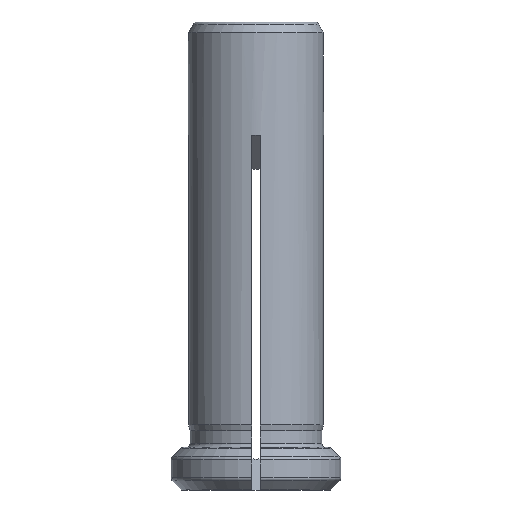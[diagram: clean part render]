
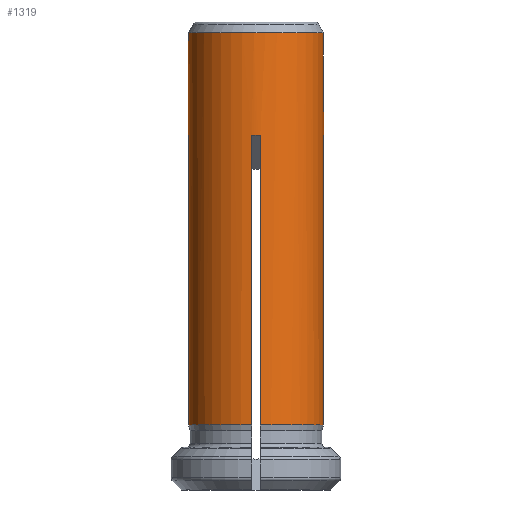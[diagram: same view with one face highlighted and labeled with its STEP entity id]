
A CAD part, front view. The second image highlights one B-rep face of the part: STEP entity #1319.
In plain terms, the highlighted cylindrical face has radius 6.35 mm (diameter 12.7 mm), a full revolution.
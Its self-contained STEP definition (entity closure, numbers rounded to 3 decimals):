
#28=ELLIPSE('',#1460,8.98,6.35);
#29=ELLIPSE('',#1461,8.98,6.35);
#30=ELLIPSE('',#1462,8.98,6.35);
#31=ELLIPSE('',#1463,8.98,6.35);
#98=LINE('',#2377,#166);
#99=LINE('',#2381,#167);
#100=LINE('',#2382,#168);
#101=LINE('',#2386,#169);
#102=LINE('',#2387,#170);
#103=LINE('',#2391,#171);
#104=LINE('',#2392,#172);
#105=LINE('',#2396,#173);
#166=VECTOR('',#1763,1000.);
#167=VECTOR('',#1766,1000.);
#168=VECTOR('',#1767,1000.);
#169=VECTOR('',#1770,1000.);
#170=VECTOR('',#1771,1000.);
#171=VECTOR('',#1774,1000.);
#172=VECTOR('',#1775,1000.);
#173=VECTOR('',#1778,1000.);
#200=CYLINDRICAL_SURFACE('',#1459,6.35);
#510=ORIENTED_EDGE('',*,*,#862,.F.);
#511=ORIENTED_EDGE('',*,*,#863,.F.);
#512=ORIENTED_EDGE('',*,*,#864,.T.);
#513=ORIENTED_EDGE('',*,*,#689,.F.);
#514=ORIENTED_EDGE('',*,*,#865,.F.);
#515=ORIENTED_EDGE('',*,*,#866,.F.);
#516=ORIENTED_EDGE('',*,*,#867,.T.);
#517=ORIENTED_EDGE('',*,*,#792,.F.);
#518=ORIENTED_EDGE('',*,*,#868,.F.);
#519=ORIENTED_EDGE('',*,*,#869,.F.);
#520=ORIENTED_EDGE('',*,*,#870,.T.);
#521=ORIENTED_EDGE('',*,*,#758,.F.);
#522=ORIENTED_EDGE('',*,*,#871,.F.);
#523=ORIENTED_EDGE('',*,*,#872,.F.);
#524=ORIENTED_EDGE('',*,*,#873,.T.);
#525=ORIENTED_EDGE('',*,*,#724,.F.);
#526=ORIENTED_EDGE('',*,*,#796,.F.);
#689=EDGE_CURVE('',#890,#891,#1027,.F.);
#724=EDGE_CURVE('',#914,#916,#1039,.F.);
#758=EDGE_CURVE('',#938,#940,#1051,.F.);
#792=EDGE_CURVE('',#962,#964,#1063,.F.);
#796=EDGE_CURVE('',#967,#967,#1066,.F.);
#862=EDGE_CURVE('',#1019,#914,#98,.F.);
#863=EDGE_CURVE('',#1020,#1019,#28,.F.);
#864=EDGE_CURVE('',#1020,#891,#99,.F.);
#865=EDGE_CURVE('',#1021,#890,#100,.F.);
#866=EDGE_CURVE('',#1022,#1021,#29,.F.);
#867=EDGE_CURVE('',#1022,#964,#101,.F.);
#868=EDGE_CURVE('',#1023,#962,#102,.F.);
#869=EDGE_CURVE('',#1024,#1023,#30,.F.);
#870=EDGE_CURVE('',#1024,#940,#103,.F.);
#871=EDGE_CURVE('',#1025,#938,#104,.F.);
#872=EDGE_CURVE('',#1026,#1025,#31,.F.);
#873=EDGE_CURVE('',#1026,#916,#105,.F.);
#890=VERTEX_POINT('',#1832);
#891=VERTEX_POINT('',#1833);
#914=VERTEX_POINT('',#1952);
#916=VERTEX_POINT('',#1955);
#938=VERTEX_POINT('',#2069);
#940=VERTEX_POINT('',#2072);
#962=VERTEX_POINT('',#2186);
#964=VERTEX_POINT('',#2189);
#967=VERTEX_POINT('',#2200);
#1019=VERTEX_POINT('',#2378);
#1020=VERTEX_POINT('',#2380);
#1021=VERTEX_POINT('',#2383);
#1022=VERTEX_POINT('',#2385);
#1023=VERTEX_POINT('',#2388);
#1024=VERTEX_POINT('',#2390);
#1025=VERTEX_POINT('',#2393);
#1026=VERTEX_POINT('',#2395);
#1027=CIRCLE('',#1343,6.35);
#1039=CIRCLE('',#1366,6.35);
#1051=CIRCLE('',#1389,6.35);
#1063=CIRCLE('',#1412,6.35);
#1066=CIRCLE('',#1416,6.35);
#1148=EDGE_LOOP('',(#510,#511,#512,#513,#514,#515,#516,#517,#518,#519,#520,
#521,#522,#523,#524,#525));
#1149=EDGE_LOOP('',(#526));
#1232=FACE_BOUND('',#1148,.T.);
#1233=FACE_BOUND('',#1149,.T.);
#1319=ADVANCED_FACE('',(#1232,#1233),#200,.T.);
#1343=AXIS2_PLACEMENT_3D('',#1831,#1485,#1486);
#1366=AXIS2_PLACEMENT_3D('',#1954,#1537,#1538);
#1389=AXIS2_PLACEMENT_3D('',#2071,#1589,#1590);
#1412=AXIS2_PLACEMENT_3D('',#2188,#1641,#1642);
#1416=AXIS2_PLACEMENT_3D('',#2199,#1649,#1650);
#1459=AXIS2_PLACEMENT_3D('',#2376,#1761,#1762);
#1460=AXIS2_PLACEMENT_3D('',#2379,#1764,#1765);
#1461=AXIS2_PLACEMENT_3D('',#2384,#1768,#1769);
#1462=AXIS2_PLACEMENT_3D('',#2389,#1772,#1773);
#1463=AXIS2_PLACEMENT_3D('',#2394,#1776,#1777);
#1485=DIRECTION('',(0.,0.,1.));
#1486=DIRECTION('',(1.,0.,0.));
#1537=DIRECTION('',(0.,0.,1.));
#1538=DIRECTION('',(1.,0.,0.));
#1589=DIRECTION('',(0.,0.,1.));
#1590=DIRECTION('',(1.,0.,0.));
#1641=DIRECTION('',(0.,0.,1.));
#1642=DIRECTION('',(1.,0.,0.));
#1649=DIRECTION('',(0.,0.,-1.));
#1650=DIRECTION('',(-1.,0.,0.));
#1761=DIRECTION('',(0.,0.,1.));
#1762=DIRECTION('',(1.,0.,0.));
#1763=DIRECTION('',(0.,0.,1.));
#1764=DIRECTION('',(0.,0.707,0.707));
#1765=DIRECTION('',(0.,-0.707,0.707));
#1766=DIRECTION('',(0.,0.,1.));
#1767=DIRECTION('',(0.,0.,1.));
#1768=DIRECTION('',(-0.707,0.,0.707));
#1769=DIRECTION('',(0.707,0.,0.707));
#1770=DIRECTION('',(0.,0.,1.));
#1771=DIRECTION('',(0.,0.,1.));
#1772=DIRECTION('',(0.,-0.707,0.707));
#1773=DIRECTION('',(0.,0.707,0.707));
#1774=DIRECTION('',(0.,0.,1.));
#1775=DIRECTION('',(0.,0.,1.));
#1776=DIRECTION('',(0.707,0.,0.707));
#1777=DIRECTION('',(-0.707,0.,0.707));
#1778=DIRECTION('',(0.,0.,1.));
#1831=CARTESIAN_POINT('',(0.,0.,2.127));
#1832=CARTESIAN_POINT('',(6.337,-0.4,2.127));
#1833=CARTESIAN_POINT('',(0.4,-6.337,2.127));
#1952=CARTESIAN_POINT('',(-0.4,-6.337,2.127));
#1954=CARTESIAN_POINT('',(0.,0.,2.127));
#1955=CARTESIAN_POINT('',(-6.337,-0.4,2.127));
#2069=CARTESIAN_POINT('',(-6.337,0.4,2.127));
#2071=CARTESIAN_POINT('',(0.,0.,2.127));
#2072=CARTESIAN_POINT('',(-0.4,6.337,2.127));
#2186=CARTESIAN_POINT('',(0.4,6.337,2.127));
#2188=CARTESIAN_POINT('',(0.,0.,2.127));
#2189=CARTESIAN_POINT('',(6.337,0.4,2.127));
#2199=CARTESIAN_POINT('',(0.,0.,38.973));
#2200=CARTESIAN_POINT('',(-6.35,0.,38.973));
#2376=CARTESIAN_POINT('',(0.,0.,60.));
#2377=CARTESIAN_POINT('',(-0.4,-6.337,60.));
#2378=CARTESIAN_POINT('',(-0.4,-6.337,29.337));
#2379=CARTESIAN_POINT('',(0.,0.,23.));
#2380=CARTESIAN_POINT('',(0.4,-6.337,29.337));
#2381=CARTESIAN_POINT('',(0.4,-6.337,60.));
#2382=CARTESIAN_POINT('',(6.337,-0.4,60.));
#2383=CARTESIAN_POINT('',(6.337,-0.4,29.337));
#2384=CARTESIAN_POINT('',(0.,0.,23.));
#2385=CARTESIAN_POINT('',(6.337,0.4,29.337));
#2386=CARTESIAN_POINT('',(6.337,0.4,60.));
#2387=CARTESIAN_POINT('',(0.4,6.337,60.));
#2388=CARTESIAN_POINT('',(0.4,6.337,29.337));
#2389=CARTESIAN_POINT('',(0.,0.,23.));
#2390=CARTESIAN_POINT('',(-0.4,6.337,29.337));
#2391=CARTESIAN_POINT('',(-0.4,6.337,60.));
#2392=CARTESIAN_POINT('',(-6.337,0.4,60.));
#2393=CARTESIAN_POINT('',(-6.337,0.4,29.337));
#2394=CARTESIAN_POINT('',(0.,0.,23.));
#2395=CARTESIAN_POINT('',(-6.337,-0.4,29.337));
#2396=CARTESIAN_POINT('',(-6.337,-0.4,60.));
